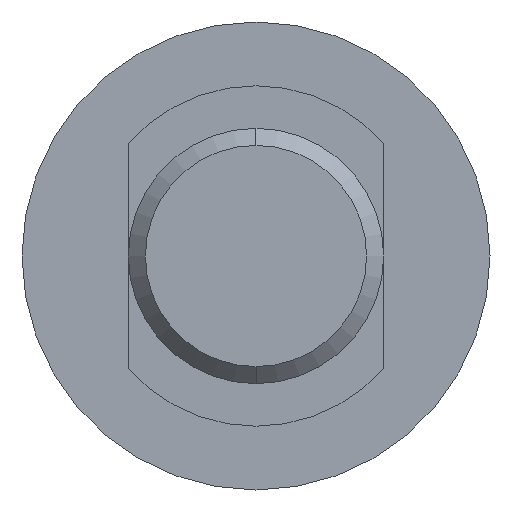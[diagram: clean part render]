
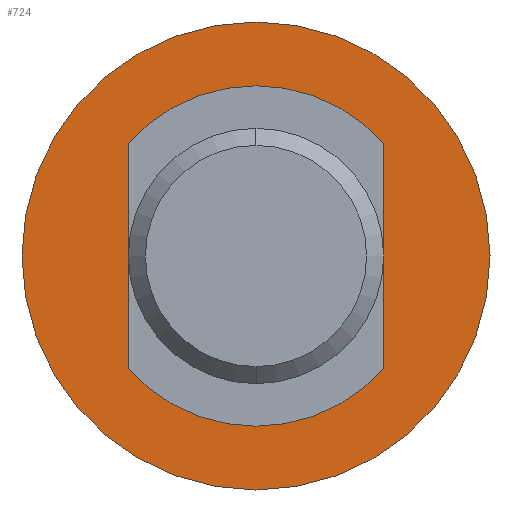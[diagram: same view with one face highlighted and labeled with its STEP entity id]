
A CAD part, left-side view. The second image highlights one B-rep face of the part: STEP entity #724.
In plain terms, the highlighted planar face has unit normal (-1, 0, 0).
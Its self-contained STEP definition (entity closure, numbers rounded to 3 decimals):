
#132=CARTESIAN_POINT('',(45.2,0.,11.));
#133=VERTEX_POINT('',#132);
#142=CARTESIAN_POINT('',(45.2,0.,-11.));
#143=VERTEX_POINT('',#142);
#144=CARTESIAN_POINT('',(45.2,0.,0.));
#145=DIRECTION('',(1.0,0.0,0.0));
#146=DIRECTION('',(0.0,0.0,1.0));
#147=AXIS2_PLACEMENT_3D('',#144,#145,#146);
#148=CIRCLE('',#147,11.0);
#149=EDGE_CURVE('',#133,#143,#148,.T.);
#377=CARTESIAN_POINT('',(45.2,0.,6.));
#378=VERTEX_POINT('',#377);
#403=CARTESIAN_POINT('',(45.2,0.,-6.));
#404=VERTEX_POINT('',#403);
#411=CARTESIAN_POINT('',(45.2,0.,0.));
#412=DIRECTION('',(1.0,0.0,0.0));
#413=DIRECTION('',(0.0,0.0,1.0));
#414=AXIS2_PLACEMENT_3D('',#411,#412,#413);
#415=CIRCLE('',#414,6.0);
#416=EDGE_CURVE('',#378,#404,#415,.T.);
#427=CARTESIAN_POINT('',(45.2,0.,0.));
#428=DIRECTION('',(1.0,0.0,0.0));
#429=DIRECTION('',(0.0,0.0,1.0));
#430=AXIS2_PLACEMENT_3D('',#427,#428,#429);
#431=CIRCLE('',#430,6.0);
#432=EDGE_CURVE('',#404,#378,#431,.T.);
#705=CARTESIAN_POINT('',(45.2,0.,5.5));
#706=DIRECTION('',(-1.0,0.0,0.0));
#707=DIRECTION('',(0.0,-1.0,0.0));
#708=AXIS2_PLACEMENT_3D('',#705,#706,#707);
#709=PLANE('',#708);
#710=ORIENTED_EDGE('',*,*,#149,.F.);
#711=CARTESIAN_POINT('',(45.2,0.,0.));
#712=DIRECTION('',(1.0,0.0,0.0));
#713=DIRECTION('',(0.0,0.0,1.0));
#714=AXIS2_PLACEMENT_3D('',#711,#712,#713);
#715=CIRCLE('',#714,11.0);
#716=EDGE_CURVE('',#143,#133,#715,.T.);
#717=ORIENTED_EDGE('',*,*,#716,.F.);
#718=EDGE_LOOP('',(#710,#717));
#719=FACE_OUTER_BOUND('',#718,.T.);
#720=ORIENTED_EDGE('',*,*,#432,.T.);
#721=ORIENTED_EDGE('',*,*,#416,.T.);
#722=EDGE_LOOP('',(#720,#721));
#723=FACE_BOUND('',#722,.T.);
#724=ADVANCED_FACE('',(#719,#723),#709,.T.);
